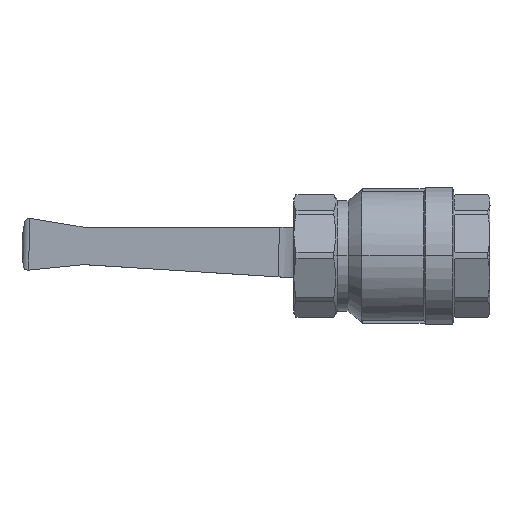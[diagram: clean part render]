
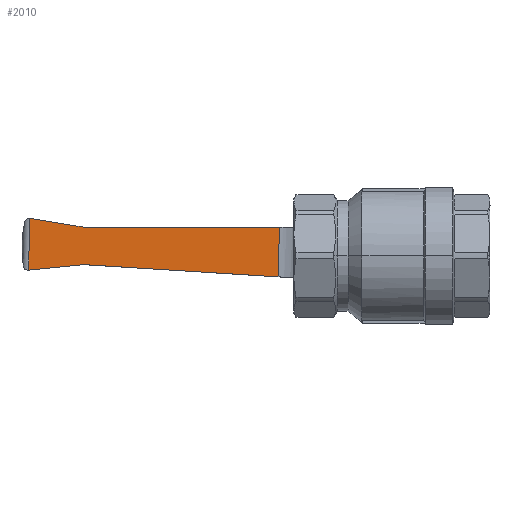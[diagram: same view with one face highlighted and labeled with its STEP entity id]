
A CAD part, top view. The second image highlights one B-rep face of the part: STEP entity #2010.
In plain terms, the highlighted planar face has unit normal (0, 0, 1).
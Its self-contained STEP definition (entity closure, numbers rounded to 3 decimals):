
#2010=ADVANCED_FACE('',(#4427),#4428,.T.);
#4427=FACE_OUTER_BOUND('',#10912,.T.);
#4428=PLANE('',#10913);
#10912=EDGE_LOOP('',(#19152,#19153,#19154,#19155,#19156,#19157,#19158,#19159));
#10913=AXIS2_PLACEMENT_3D('',#19160,#19161,#19162);
#19152=ORIENTED_EDGE('',*,*,#23998,.T.);
#19153=ORIENTED_EDGE('',*,*,#23996,.T.);
#19154=ORIENTED_EDGE('',*,*,#25483,.T.);
#19155=ORIENTED_EDGE('',*,*,#25394,.F.);
#19156=ORIENTED_EDGE('',*,*,#23606,.T.);
#19157=ORIENTED_EDGE('',*,*,#25484,.T.);
#19158=ORIENTED_EDGE('',*,*,#23292,.T.);
#19159=ORIENTED_EDGE('',*,*,#24757,.T.);
#19160=CARTESIAN_POINT('',(166.511,6.254,-94.0));
#19161=DIRECTION('',(0.0,0.0,1.0));
#19162=DIRECTION('',(1.0,-0.0,0.0));
#23292=EDGE_CURVE('',#27081,#27079,#27082,.T.);
#23606=EDGE_CURVE('',#27620,#27618,#27621,.T.);
#23996=EDGE_CURVE('',#28306,#28311,#28313,.T.);
#23998=EDGE_CURVE('',#28315,#28306,#28316,.T.);
#24757=EDGE_CURVE('',#27079,#28315,#29479,.T.);
#25394=EDGE_CURVE('',#27620,#30368,#30372,.T.);
#25483=EDGE_CURVE('',#28311,#30368,#30480,.T.);
#25484=EDGE_CURVE('',#27618,#27081,#30481,.T.);
#27079=VERTEX_POINT('',#33951);
#27081=VERTEX_POINT('',#33966);
#27082=CIRCLE('',#33967,2.);
#27618=VERTEX_POINT('',#35964);
#27620=VERTEX_POINT('',#35967);
#27621=LINE('',#35968,#35969);
#28306=VERTEX_POINT('',#39047);
#28311=VERTEX_POINT('',#39054);
#28313=LINE('',#39057,#39058);
#28315=VERTEX_POINT('',#39060);
#28316=CIRCLE('',#39061,2.);
#29479=LINE('',#42911,#42912);
#30368=VERTEX_POINT('',#47486);
#30372=LINE('',#47491,#47492);
#30480=LINE('',#48132,#48133);
#30481=LINE('',#48134,#48135);
#33951=CARTESIAN_POINT('',(115.001,18.646,-94.0));
#33966=CARTESIAN_POINT('',(115.054,18.638,-94.0));
#33967=AXIS2_PLACEMENT_3D('',#52810,#52811,#52812);
#35964=CARTESIAN_POINT('',(137.894,14.895,-94.));
#35967=CARTESIAN_POINT('',(218.684,14.888,-94.0));
#35968=CARTESIAN_POINT('',(218.684,14.888,-94.));
#35969=VECTOR('',#53078,80.79);
#39047=CARTESIAN_POINT('',(114.376,-2.864,-94.0));
#39054=CARTESIAN_POINT('',(137.407,-0.567,-94.));
#39057=CARTESIAN_POINT('',(114.376,-2.864,-94.0));
#39058=VECTOR('',#53447,23.145);
#39060=CARTESIAN_POINT('',(114.323,-2.868,-94.0));
#39061=AXIS2_PLACEMENT_3D('',#53448,#53449,#53450);
#42911=CARTESIAN_POINT('',(115.001,18.646,-94.0));
#42912=VECTOR('',#54082,21.525);
#47486=CARTESIAN_POINT('',(218.037,-5.648,-94.0));
#47491=CARTESIAN_POINT('',(218.684,14.888,-94.));
#47492=VECTOR('',#54609,20.545);
#48132=CARTESIAN_POINT('',(137.407,-0.567,-94.));
#48133=VECTOR('',#54663,80.79);
#48134=CARTESIAN_POINT('',(137.894,14.895,-94.));
#48135=VECTOR('',#54664,23.145);
#52810=CARTESIAN_POINT('',(114.73,16.664,-94.0));
#52811=DIRECTION('',(0.0,-0.0,1.0));
#52812=DIRECTION('',(0.162,0.987,0.0));
#53078=DIRECTION('',(-1.,0.,0.0));
#53447=DIRECTION('',(0.995,0.099,0.));
#53448=CARTESIAN_POINT('',(114.177,-0.874,-94.0));
#53449=DIRECTION('',(0.0,0.0,1.0));
#53450=DIRECTION('',(0.073,-0.997,0.0));
#54082=DIRECTION('',(-0.032,-1.,0.0));
#54609=DIRECTION('',(-0.032,-1.,0.0));
#54663=DIRECTION('',(0.998,-0.063,0.0));
#54664=DIRECTION('',(-0.987,0.162,0.));
